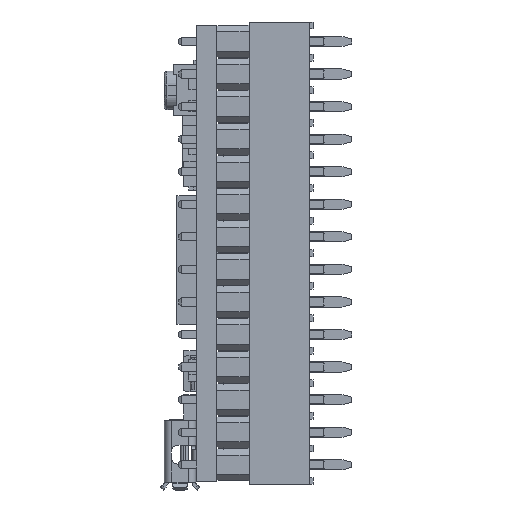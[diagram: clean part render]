
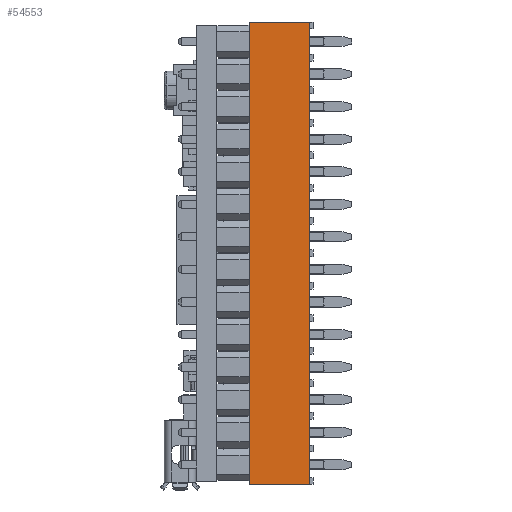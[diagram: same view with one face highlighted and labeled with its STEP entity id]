
A CAD part, left-side view. The second image highlights one B-rep face of the part: STEP entity #54553.
In plain terms, the highlighted face is planar.
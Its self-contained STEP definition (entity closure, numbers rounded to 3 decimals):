
#3183=PLANE('',#59497);
#6451=FACE_OUTER_BOUND('',#9959,.T.);
#9959=EDGE_LOOP('',(#49160,#49161,#49162,#49163));
#15278=LINE('',#88693,#21353);
#15292=LINE('',#88721,#21367);
#15573=LINE('',#89310,#21648);
#15685=LINE('',#89548,#21760);
#21353=VECTOR('',#73030,10.);
#21367=VECTOR('',#73052,51.3);
#21648=VECTOR('',#73391,4.7);
#21760=VECTOR('',#73645,51.3);
#27847=VERTEX_POINT('',#88679);
#27853=VERTEX_POINT('',#88691);
#27863=VERTEX_POINT('',#88720);
#28142=VERTEX_POINT('',#89309);
#34883=EDGE_CURVE('',#27847,#27853,#15278,.T.);
#34897=EDGE_CURVE('',#27863,#27847,#15292,.T.);
#35178=EDGE_CURVE('',#28142,#27863,#15573,.T.);
#35290=EDGE_CURVE('',#28142,#27853,#15685,.T.);
#49160=ORIENTED_EDGE('',*,*,#34883,.T.);
#49161=ORIENTED_EDGE('',*,*,#35290,.F.);
#49162=ORIENTED_EDGE('',*,*,#35178,.T.);
#49163=ORIENTED_EDGE('',*,*,#34897,.T.);
#54553=ADVANCED_FACE('',(#6451),#3183,.T.);
#59497=AXIS2_PLACEMENT_3D('',#89547,#73643,#73644);
#73030=DIRECTION('',(0.,1.,0.));
#73052=DIRECTION('',(1.,0.,0.));
#73391=DIRECTION('',(0.,-1.,0.));
#73643=DIRECTION('center_axis',(0.,0.,1.));
#73644=DIRECTION('ref_axis',(0.,-1.,0.));
#73645=DIRECTION('',(1.,0.,0.));
#88679=CARTESIAN_POINT('',(10.41,0.3,1.25));
#88691=CARTESIAN_POINT('',(10.41,5.,1.25));
#88693=CARTESIAN_POINT('',(10.41,3.9,1.25));
#88720=CARTESIAN_POINT('',(-25.65,0.3,1.25));
#88721=CARTESIAN_POINT('',(-25.65,0.3,1.25));
#89309=CARTESIAN_POINT('',(-25.65,5.,1.25));
#89310=CARTESIAN_POINT('',(-25.65,5.,1.25));
#89547=CARTESIAN_POINT('Origin',(-25.65,5.,1.25));
#89548=CARTESIAN_POINT('',(-25.65,5.,1.25));
